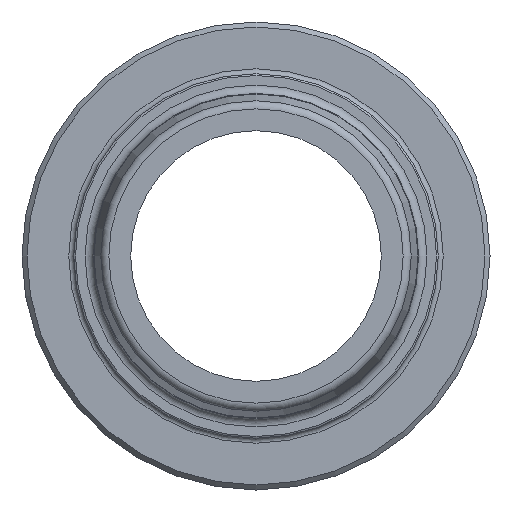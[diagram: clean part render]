
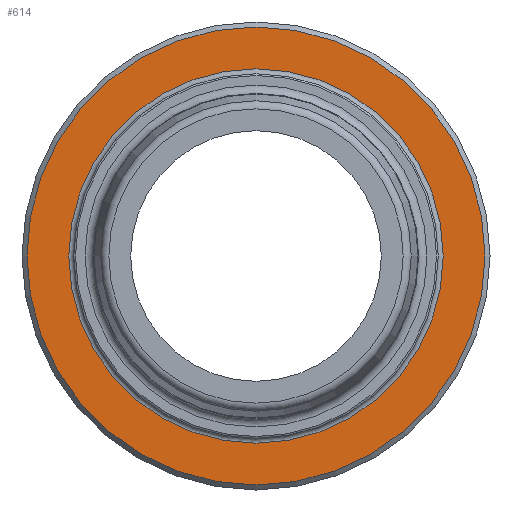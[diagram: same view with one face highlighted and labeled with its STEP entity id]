
A CAD part, left-side view. The second image highlights one B-rep face of the part: STEP entity #614.
In plain terms, the highlighted planar face has unit normal (-1, 0, 0).
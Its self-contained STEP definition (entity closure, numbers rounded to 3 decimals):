
#68=PLANE('',#736);
#137=ORIENTED_EDGE('',*,*,#234,.T.);
#138=ORIENTED_EDGE('',*,*,#235,.T.);
#234=EDGE_CURVE('',#290,#290,#346,.F.);
#235=EDGE_CURVE('',#291,#291,#347,.T.);
#290=VERTEX_POINT('',#1130);
#291=VERTEX_POINT('',#1132);
#346=CIRCLE('',#737,11.2);
#347=CIRCLE('',#738,13.7);
#417=EDGE_LOOP('',(#137));
#418=EDGE_LOOP('',(#138));
#529=FACE_BOUND('',#417,.T.);
#530=FACE_BOUND('',#418,.T.);
#614=ADVANCED_FACE('',(#529,#530),#68,.T.);
#736=AXIS2_PLACEMENT_3D('',#1128,#937,#938);
#737=AXIS2_PLACEMENT_3D('',#1129,#939,#940);
#738=AXIS2_PLACEMENT_3D('',#1131,#941,#942);
#937=DIRECTION('',(-1.,0.,0.));
#938=DIRECTION('',(0.,0.,1.));
#939=DIRECTION('',(-1.,0.,0.));
#940=DIRECTION('',(0.,0.,1.));
#941=DIRECTION('',(-1.,0.,0.));
#942=DIRECTION('',(0.,0.,1.));
#1128=CARTESIAN_POINT('',(18.5,0.,10.9));
#1129=CARTESIAN_POINT('',(18.5,0.,0.));
#1130=CARTESIAN_POINT('',(18.5,0.,11.2));
#1131=CARTESIAN_POINT('',(18.5,0.,0.));
#1132=CARTESIAN_POINT('',(18.5,0.,13.7));
